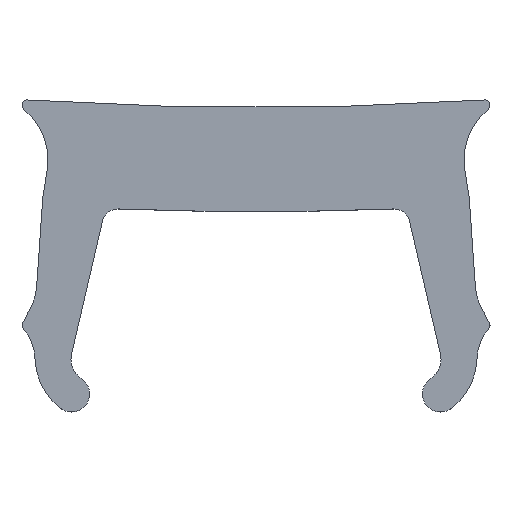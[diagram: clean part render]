
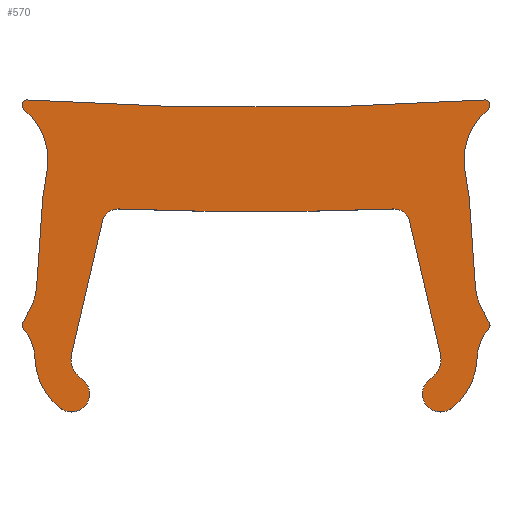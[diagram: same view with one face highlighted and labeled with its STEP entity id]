
A CAD part, top view. The second image highlights one B-rep face of the part: STEP entity #570.
In plain terms, the highlighted planar face has unit normal (0, 0, 1).
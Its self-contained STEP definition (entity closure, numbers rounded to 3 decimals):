
#64=FACE_OUTER_BOUND('',#94,.T.);
#94=EDGE_LOOP('',(#503,#504,#505,#506,#507,#508,#509,#510,#511,#512,#513,
#514,#515,#516,#517,#518,#519,#520,#521,#522,#523,#524,#525,#526,#527,#528,
#529,#530));
#115=CIRCLE('',#616,0.35);
#116=CIRCLE('',#618,1.25);
#117=CIRCLE('',#620,1.);
#118=CIRCLE('',#622,0.1);
#119=CIRCLE('',#625,1.);
#120=CIRCLE('',#629,1.25);
#121=CIRCLE('',#631,0.1);
#122=CIRCLE('',#633,65.);
#123=CIRCLE('',#635,0.1);
#124=CIRCLE('',#637,1.25);
#125=CIRCLE('',#641,1.);
#126=CIRCLE('',#644,0.1);
#127=CIRCLE('',#646,1.);
#128=CIRCLE('',#648,1.25);
#129=CIRCLE('',#650,0.35);
#130=CIRCLE('',#652,0.45);
#131=CIRCLE('',#655,0.3);
#132=CIRCLE('',#657,67.);
#133=CIRCLE('',#659,0.3);
#134=CIRCLE('',#662,0.45);
#148=LINE('',#928,#192);
#151=LINE('',#936,#195);
#153=LINE('',#940,#197);
#160=LINE('',#964,#204);
#162=LINE('',#968,#206);
#165=LINE('',#976,#209);
#172=LINE('',#1000,#216);
#177=LINE('',#1016,#221);
#192=VECTOR('',#739,10.);
#195=VECTOR('',#748,10.);
#197=VECTOR('',#752,10.);
#204=VECTOR('',#781,10.);
#206=VECTOR('',#785,10.);
#209=VECTOR('',#794,10.);
#216=VECTOR('',#823,10.);
#221=VECTOR('',#842,10.);
#251=VERTEX_POINT('',#909);
#252=VERTEX_POINT('',#910);
#253=VERTEX_POINT('',#915);
#254=VERTEX_POINT('',#919);
#255=VERTEX_POINT('',#923);
#256=VERTEX_POINT('',#927);
#257=VERTEX_POINT('',#931);
#258=VERTEX_POINT('',#935);
#259=VERTEX_POINT('',#939);
#260=VERTEX_POINT('',#943);
#261=VERTEX_POINT('',#947);
#262=VERTEX_POINT('',#951);
#263=VERTEX_POINT('',#955);
#264=VERTEX_POINT('',#959);
#265=VERTEX_POINT('',#963);
#266=VERTEX_POINT('',#967);
#267=VERTEX_POINT('',#971);
#268=VERTEX_POINT('',#975);
#269=VERTEX_POINT('',#979);
#270=VERTEX_POINT('',#983);
#271=VERTEX_POINT('',#987);
#272=VERTEX_POINT('',#991);
#273=VERTEX_POINT('',#995);
#274=VERTEX_POINT('',#999);
#275=VERTEX_POINT('',#1003);
#276=VERTEX_POINT('',#1007);
#277=VERTEX_POINT('',#1011);
#278=VERTEX_POINT('',#1015);
#307=EDGE_CURVE('',#251,#252,#115,.T.);
#310=EDGE_CURVE('',#252,#253,#116,.T.);
#312=EDGE_CURVE('',#253,#254,#117,.T.);
#314=EDGE_CURVE('',#254,#255,#118,.T.);
#316=EDGE_CURVE('',#255,#256,#148,.T.);
#318=EDGE_CURVE('',#256,#257,#119,.T.);
#320=EDGE_CURVE('',#257,#258,#151,.T.);
#322=EDGE_CURVE('',#258,#259,#153,.T.);
#324=EDGE_CURVE('',#259,#260,#120,.T.);
#326=EDGE_CURVE('',#260,#261,#121,.T.);
#328=EDGE_CURVE('',#261,#262,#122,.T.);
#330=EDGE_CURVE('',#262,#263,#123,.T.);
#332=EDGE_CURVE('',#263,#264,#124,.T.);
#334=EDGE_CURVE('',#264,#265,#160,.T.);
#336=EDGE_CURVE('',#265,#266,#162,.T.);
#338=EDGE_CURVE('',#266,#267,#125,.T.);
#340=EDGE_CURVE('',#267,#268,#165,.T.);
#342=EDGE_CURVE('',#268,#269,#126,.T.);
#344=EDGE_CURVE('',#269,#270,#127,.T.);
#346=EDGE_CURVE('',#270,#271,#128,.T.);
#348=EDGE_CURVE('',#271,#272,#129,.T.);
#350=EDGE_CURVE('',#272,#273,#130,.T.);
#352=EDGE_CURVE('',#273,#274,#172,.T.);
#354=EDGE_CURVE('',#274,#275,#131,.T.);
#356=EDGE_CURVE('',#275,#276,#132,.T.);
#358=EDGE_CURVE('',#276,#277,#133,.T.);
#360=EDGE_CURVE('',#277,#278,#177,.T.);
#362=EDGE_CURVE('',#278,#251,#134,.T.);
#503=ORIENTED_EDGE('',*,*,#307,.F.);
#504=ORIENTED_EDGE('',*,*,#362,.F.);
#505=ORIENTED_EDGE('',*,*,#360,.F.);
#506=ORIENTED_EDGE('',*,*,#358,.F.);
#507=ORIENTED_EDGE('',*,*,#356,.F.);
#508=ORIENTED_EDGE('',*,*,#354,.F.);
#509=ORIENTED_EDGE('',*,*,#352,.F.);
#510=ORIENTED_EDGE('',*,*,#350,.F.);
#511=ORIENTED_EDGE('',*,*,#348,.F.);
#512=ORIENTED_EDGE('',*,*,#346,.F.);
#513=ORIENTED_EDGE('',*,*,#344,.F.);
#514=ORIENTED_EDGE('',*,*,#342,.F.);
#515=ORIENTED_EDGE('',*,*,#340,.F.);
#516=ORIENTED_EDGE('',*,*,#338,.F.);
#517=ORIENTED_EDGE('',*,*,#336,.F.);
#518=ORIENTED_EDGE('',*,*,#334,.F.);
#519=ORIENTED_EDGE('',*,*,#332,.F.);
#520=ORIENTED_EDGE('',*,*,#330,.F.);
#521=ORIENTED_EDGE('',*,*,#328,.F.);
#522=ORIENTED_EDGE('',*,*,#326,.F.);
#523=ORIENTED_EDGE('',*,*,#324,.F.);
#524=ORIENTED_EDGE('',*,*,#322,.F.);
#525=ORIENTED_EDGE('',*,*,#320,.F.);
#526=ORIENTED_EDGE('',*,*,#318,.F.);
#527=ORIENTED_EDGE('',*,*,#316,.F.);
#528=ORIENTED_EDGE('',*,*,#314,.F.);
#529=ORIENTED_EDGE('',*,*,#312,.F.);
#530=ORIENTED_EDGE('',*,*,#310,.F.);
#540=PLANE('',#663);
#570=ADVANCED_FACE('',(#64),#540,.T.);
#616=AXIS2_PLACEMENT_3D('',#911,#718,#719);
#618=AXIS2_PLACEMENT_3D('',#916,#724,#725);
#620=AXIS2_PLACEMENT_3D('',#920,#729,#730);
#622=AXIS2_PLACEMENT_3D('',#924,#734,#735);
#625=AXIS2_PLACEMENT_3D('',#932,#743,#744);
#629=AXIS2_PLACEMENT_3D('',#944,#756,#757);
#631=AXIS2_PLACEMENT_3D('',#948,#761,#762);
#633=AXIS2_PLACEMENT_3D('',#952,#766,#767);
#635=AXIS2_PLACEMENT_3D('',#956,#771,#772);
#637=AXIS2_PLACEMENT_3D('',#960,#776,#777);
#641=AXIS2_PLACEMENT_3D('',#972,#789,#790);
#644=AXIS2_PLACEMENT_3D('',#980,#798,#799);
#646=AXIS2_PLACEMENT_3D('',#984,#803,#804);
#648=AXIS2_PLACEMENT_3D('',#988,#808,#809);
#650=AXIS2_PLACEMENT_3D('',#992,#813,#814);
#652=AXIS2_PLACEMENT_3D('',#996,#818,#819);
#655=AXIS2_PLACEMENT_3D('',#1004,#827,#828);
#657=AXIS2_PLACEMENT_3D('',#1008,#832,#833);
#659=AXIS2_PLACEMENT_3D('',#1012,#837,#838);
#662=AXIS2_PLACEMENT_3D('',#1019,#846,#847);
#663=AXIS2_PLACEMENT_3D('',#1020,#848,#849);
#718=DIRECTION('center_axis',(0.,0.,-1.));
#719=DIRECTION('ref_axis',(0.611,0.792,0.));
#724=DIRECTION('center_axis',(0.,0.,-1.));
#725=DIRECTION('ref_axis',(0.999,0.04,0.));
#729=DIRECTION('center_axis',(0.,0.,1.));
#730=DIRECTION('ref_axis',(0.999,0.04,0.));
#734=DIRECTION('center_axis',(0.,0.,-1.));
#735=DIRECTION('ref_axis',(0.688,-0.726,0.));
#739=DIRECTION('',(0.467,0.884,0.));
#743=DIRECTION('center_axis',(0.,0.,1.));
#744=DIRECTION('ref_axis',(0.884,-0.467,0.));
#748=DIRECTION('',(0.07,0.998,0.));
#752=DIRECTION('',(0.155,0.988,0.));
#756=DIRECTION('center_axis',(0.,0.,1.));
#757=DIRECTION('ref_axis',(0.988,-0.155,0.));
#761=DIRECTION('center_axis',(0.,0.,-1.));
#762=DIRECTION('ref_axis',(-0.068,-0.998,0.));
#766=DIRECTION('center_axis',(0.,0.,1.));
#767=DIRECTION('ref_axis',(0.,-1.,0.));
#771=DIRECTION('center_axis',(0.,0.,-1.));
#772=DIRECTION('ref_axis',(-0.63,0.777,0.));
#776=DIRECTION('center_axis',(0.,0.,1.));
#777=DIRECTION('ref_axis',(-0.63,0.777,0.));
#781=DIRECTION('',(0.155,-0.988,0.));
#785=DIRECTION('',(0.07,-0.998,0.));
#789=DIRECTION('center_axis',(0.,0.,1.));
#790=DIRECTION('ref_axis',(-0.998,-0.07,0.));
#794=DIRECTION('',(0.467,-0.884,0.));
#798=DIRECTION('center_axis',(0.,0.,-1.));
#799=DIRECTION('ref_axis',(-0.771,0.637,0.));
#803=DIRECTION('center_axis',(0.,0.,1.));
#804=DIRECTION('ref_axis',(-0.771,0.637,0.));
#808=DIRECTION('center_axis',(0.,0.,-1.));
#809=DIRECTION('ref_axis',(-0.611,0.792,0.));
#813=DIRECTION('center_axis',(0.,0.,-1.));
#814=DIRECTION('ref_axis',(0.552,-0.834,0.));
#818=DIRECTION('center_axis',(0.,0.,1.));
#819=DIRECTION('ref_axis',(0.552,-0.834,0.));
#823=DIRECTION('',(-0.226,0.974,0.));
#827=DIRECTION('center_axis',(0.,0.,1.));
#828=DIRECTION('ref_axis',(0.988,0.155,0.));
#832=DIRECTION('center_axis',(0.,0.,-1.));
#833=DIRECTION('ref_axis',(0.04,0.999,0.));
#837=DIRECTION('center_axis',(0.,0.,1.));
#838=DIRECTION('ref_axis',(0.04,0.999,0.));
#842=DIRECTION('',(-0.226,-0.974,0.));
#846=DIRECTION('center_axis',(0.,0.,1.));
#847=DIRECTION('ref_axis',(-0.988,0.155,0.));
#848=DIRECTION('center_axis',(0.,0.,1.));
#849=DIRECTION('ref_axis',(1.,0.,0.));
#909=CARTESIAN_POINT('',(1.143,0.642,0.5));
#910=CARTESIAN_POINT('',(0.736,0.073,0.5));
#911=CARTESIAN_POINT('Origin',(0.95,0.35,0.5));
#915=CARTESIAN_POINT('',(0.251,1.013,0.5));
#916=CARTESIAN_POINT('Origin',(1.5,1.062,0.5));
#919=CARTESIAN_POINT('',(0.023,1.609,0.5));
#920=CARTESIAN_POINT('Origin',(-0.748,0.973,0.5));
#923=CARTESIAN_POINT('',(0.031,1.746,0.5));
#924=CARTESIAN_POINT('Origin',(0.1,1.673,0.5));
#927=CARTESIAN_POINT('',(0.166,2.001,0.5));
#928=CARTESIAN_POINT('',(0.031,1.746,0.5));
#931=CARTESIAN_POINT('',(0.28,2.399,0.5));
#932=CARTESIAN_POINT('Origin',(-0.718,2.469,0.5));
#935=CARTESIAN_POINT('',(0.4,4.116,0.5));
#936=CARTESIAN_POINT('',(0.28,2.399,0.5));
#939=CARTESIAN_POINT('',(0.485,4.657,0.5));
#940=CARTESIAN_POINT('',(0.4,4.116,0.5));
#943=CARTESIAN_POINT('',(0.037,5.822,0.5));
#944=CARTESIAN_POINT('Origin',(-0.75,4.851,0.5));
#947=CARTESIAN_POINT('',(0.107,6.,0.5));
#948=CARTESIAN_POINT('Origin',(0.1,5.9,0.5));
#951=CARTESIAN_POINT('',(8.893,6.,0.5));
#952=CARTESIAN_POINT('Origin',(4.5,70.851,0.5));
#955=CARTESIAN_POINT('',(8.963,5.822,0.5));
#956=CARTESIAN_POINT('Origin',(8.9,5.9,0.5));
#959=CARTESIAN_POINT('',(8.515,4.657,0.5));
#960=CARTESIAN_POINT('Origin',(9.75,4.851,0.5));
#963=CARTESIAN_POINT('',(8.6,4.116,0.5));
#964=CARTESIAN_POINT('',(8.515,4.657,0.5));
#967=CARTESIAN_POINT('',(8.72,2.399,0.5));
#968=CARTESIAN_POINT('',(8.6,4.116,0.5));
#971=CARTESIAN_POINT('',(8.834,2.001,0.5));
#972=CARTESIAN_POINT('Origin',(9.718,2.469,0.5));
#975=CARTESIAN_POINT('',(8.969,1.746,0.5));
#976=CARTESIAN_POINT('',(8.834,2.001,0.5));
#979=CARTESIAN_POINT('',(8.977,1.609,0.5));
#980=CARTESIAN_POINT('Origin',(8.9,1.673,0.5));
#983=CARTESIAN_POINT('',(8.749,1.013,0.5));
#984=CARTESIAN_POINT('Origin',(9.748,0.973,0.5));
#987=CARTESIAN_POINT('',(8.264,0.073,0.5));
#988=CARTESIAN_POINT('Origin',(7.5,1.062,0.5));
#991=CARTESIAN_POINT('',(7.857,0.642,0.5));
#992=CARTESIAN_POINT('Origin',(8.05,0.35,0.5));
#995=CARTESIAN_POINT('',(8.053,1.087,0.5));
#996=CARTESIAN_POINT('Origin',(7.608,1.017,0.5));
#999=CARTESIAN_POINT('',(7.458,3.65,0.5));
#1000=CARTESIAN_POINT('',(8.053,1.087,0.5));
#1003=CARTESIAN_POINT('',(7.15,3.904,0.5));
#1004=CARTESIAN_POINT('Origin',(7.162,3.604,0.5));
#1007=CARTESIAN_POINT('',(1.85,3.904,0.5));
#1008=CARTESIAN_POINT('Origin',(4.5,70.851,0.5));
#1011=CARTESIAN_POINT('',(1.541,3.65,0.5));
#1012=CARTESIAN_POINT('Origin',(1.838,3.604,0.5));
#1015=CARTESIAN_POINT('',(0.947,1.087,0.5));
#1016=CARTESIAN_POINT('',(1.541,3.65,0.5));
#1019=CARTESIAN_POINT('Origin',(1.392,1.017,0.5));
#1020=CARTESIAN_POINT('Origin',(4.5,3.539,0.5));
